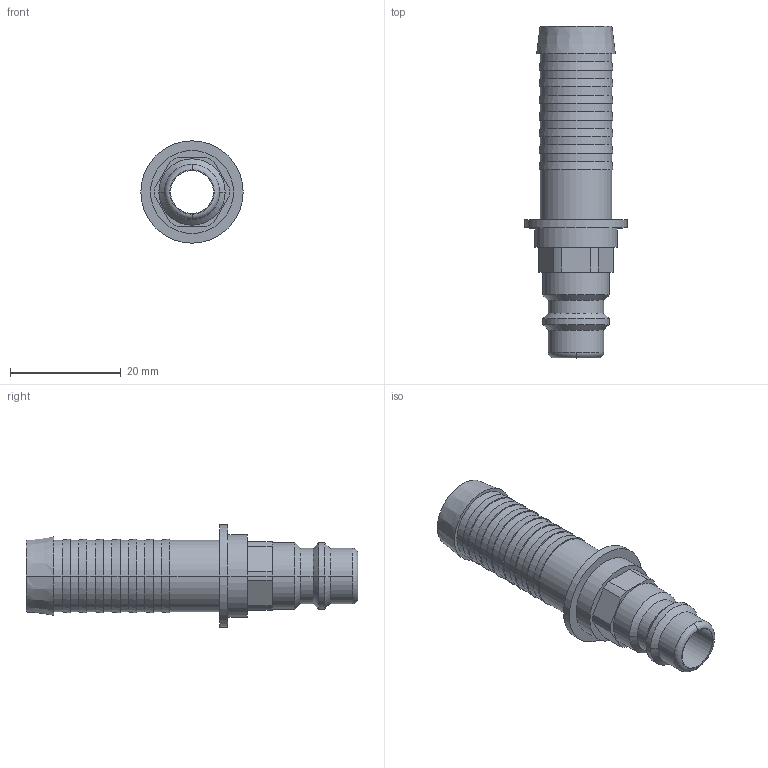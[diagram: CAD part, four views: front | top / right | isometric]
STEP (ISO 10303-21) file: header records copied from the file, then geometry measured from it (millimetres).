
FILE_DESCRIPTION(('STEP AP214'),'1');
FILE_NAME('esik_13_ss.stp','2020-03-05T09:14:50',('TraceParts'),('TraceParts S.A.'),'Spatial InterOp 3D',' ',' ');
FILE_SCHEMA(('automotive_design'));
Length unit declared in the file: millimetre
Products named in the file (1): 1
Bounding box: 18.5 x 60 x 18.5 mm (x, y, z)
Volume: 4936.6 mm3; surface area: 4404.4 mm2
Topology: 1 solids, 1 shells, 82 faces, 179 edges, 111 vertices
Faces by surface type: cylinder 38, cone 22, plane 20, torus 2
Entity records: 2940 total; most frequent: DIRECTION 446, CARTESIAN_POINT 373, ORIENTED_EDGE 358, AXIS2_PLACEMENT_3D 184, EDGE_CURVE 179, VERTEX_POINT 111, CIRCLE 101, EDGE_LOOP 96
